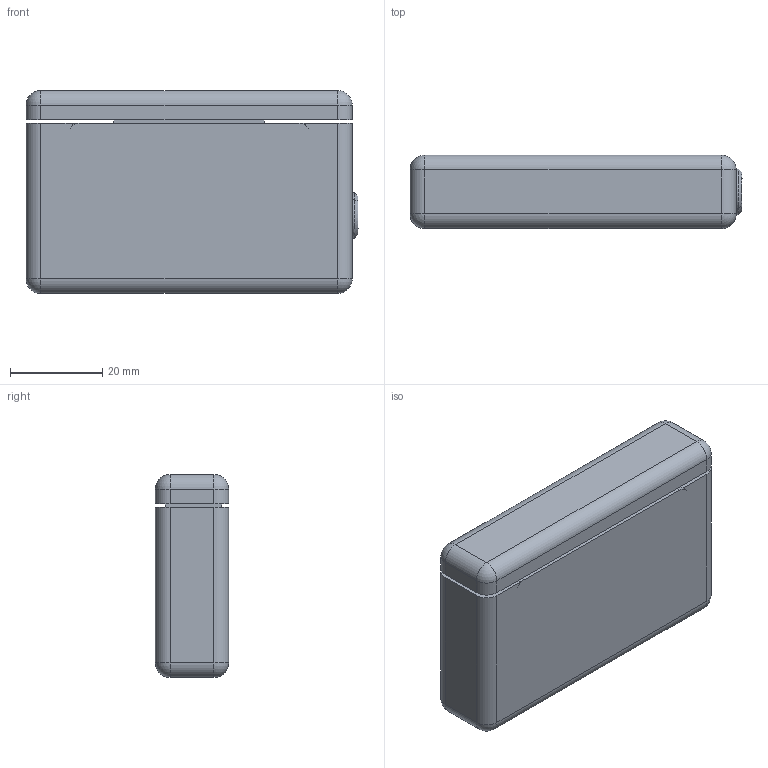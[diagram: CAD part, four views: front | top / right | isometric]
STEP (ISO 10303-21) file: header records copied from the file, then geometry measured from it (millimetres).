
FILE_DESCRIPTION((''),'2;1');
FILE_NAME('LMD500.stp','2010-11-18T13:42:02',(''),(''),'Mechanical Desktop 2008','Mechanical Desktop 2008',', , ');
FILE_SCHEMA(('CONFIG_CONTROL_DESIGN'));
Length unit declared in the file: inch
Products named in the file (2): FI1118-A; LEMO
Assembly tree (1 placements, depth 2):
  FI1118-A
    LEMO
Bounding box: 71.88 x 15.88 x 43.94 mm (x, y, z)
Volume: 47107.6 mm3; surface area: 12381.5 mm2
Topology: 1 solids, 1 shells, 99 faces, 240 edges, 155 vertices
Faces by surface type: cylinder 46, plane 39, sphere 8, torus 4, cone 2
Entity records: 2979 total; most frequent: DIRECTION 552, CARTESIAN_POINT 488, ORIENTED_EDGE 464, EDGE_CURVE 232, AXIS2_PLACEMENT_3D 219, VERTEX_POINT 146, CIRCLE 118, VECTOR 114
